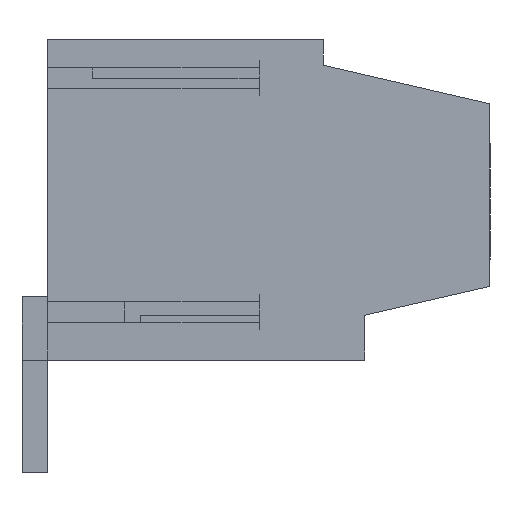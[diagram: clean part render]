
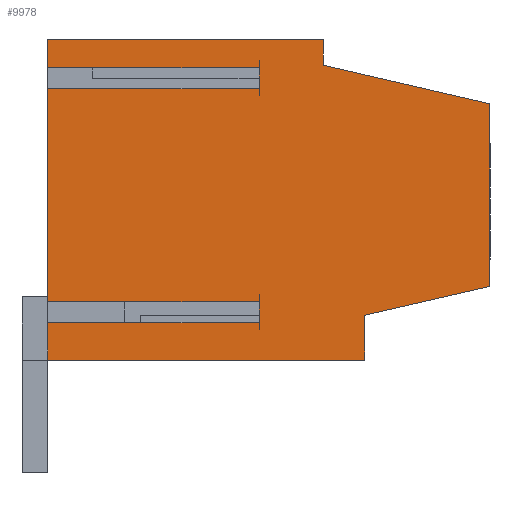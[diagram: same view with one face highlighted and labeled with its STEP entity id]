
A CAD part, left-side view. The second image highlights one B-rep face of the part: STEP entity #9978.
In plain terms, the highlighted planar face has unit normal (-1, 0, 0).
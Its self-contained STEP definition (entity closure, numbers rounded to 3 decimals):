
#9846=AXIS2_PLACEMENT_3D('Plane Axis2P3D',#9843,#9844,#9845) ;
#9843=CARTESIAN_POINT('Axis2P3D Location',(0.,14.6,0.)) ;
#9848=CARTESIAN_POINT('Line Origine',(0.,13.8,8.65)) ;
#9852=CARTESIAN_POINT('Vertex',(0.,13.8,11.975)) ;
#9854=CARTESIAN_POINT('Vertex',(0.,13.8,5.325)) ;
#9857=CARTESIAN_POINT('Line Origine',(0.,10.5,5.325)) ;
#9861=CARTESIAN_POINT('Vertex',(0.,7.2,5.325)) ;
#9864=CARTESIAN_POINT('Line Origine',(0.,7.2,5.)) ;
#9868=CARTESIAN_POINT('Vertex',(0.,7.2,4.675)) ;
#9871=CARTESIAN_POINT('Line Origine',(0.,10.5,4.675)) ;
#9875=CARTESIAN_POINT('Vertex',(0.,13.8,4.675)) ;
#9878=CARTESIAN_POINT('Line Origine',(0.,13.8,4.088)) ;
#9882=CARTESIAN_POINT('Vertex',(0.,13.8,3.5)) ;
#9885=CARTESIAN_POINT('Line Origine',(0.,8.85,3.5)) ;
#9889=CARTESIAN_POINT('Vertex',(0.,3.9,3.5)) ;
#9892=CARTESIAN_POINT('Line Origine',(0.,3.9,4.2)) ;
#9896=CARTESIAN_POINT('Vertex',(0.,3.9,4.9)) ;
#9899=CARTESIAN_POINT('Line Origine',(0.,1.95,5.35)) ;
#9903=CARTESIAN_POINT('Vertex',(0.,0.,5.8)) ;
#9906=CARTESIAN_POINT('Line Origine',(0.,0.,8.65)) ;
#9910=CARTESIAN_POINT('Vertex',(0.,0.,11.499)) ;
#9913=CARTESIAN_POINT('Line Origine',(0.,2.6,12.1)) ;
#9917=CARTESIAN_POINT('Vertex',(0.,5.2,12.7)) ;
#9920=CARTESIAN_POINT('Line Origine',(0.,5.2,13.1)) ;
#9924=CARTESIAN_POINT('Vertex',(0.,5.2,13.5)) ;
#9927=CARTESIAN_POINT('Line Origine',(0.,9.5,13.5)) ;
#9931=CARTESIAN_POINT('Vertex',(0.,13.8,13.5)) ;
#9934=CARTESIAN_POINT('Line Origine',(0.,13.8,13.062)) ;
#9938=CARTESIAN_POINT('Vertex',(0.,13.8,12.625)) ;
#9941=CARTESIAN_POINT('Line Origine',(0.,10.5,12.625)) ;
#9945=CARTESIAN_POINT('Vertex',(0.,7.2,12.625)) ;
#9948=CARTESIAN_POINT('Line Origine',(0.,7.2,12.3)) ;
#9952=CARTESIAN_POINT('Vertex',(0.,7.2,11.975)) ;
#9955=CARTESIAN_POINT('Line Origine',(0.,10.5,11.975)) ;
#9844=DIRECTION('Axis2P3D Direction',(-1.,0.,0.)) ;
#9845=DIRECTION('Axis2P3D XDirection',(0.,-1.,0.)) ;
#9849=DIRECTION('Vector Direction',(0.,0.,-1.)) ;
#9858=DIRECTION('Vector Direction',(0.,-1.,0.)) ;
#9865=DIRECTION('Vector Direction',(0.,0.,-1.)) ;
#9872=DIRECTION('Vector Direction',(0.,-1.,0.)) ;
#9879=DIRECTION('Vector Direction',(0.,0.,-1.)) ;
#9886=DIRECTION('Vector Direction',(0.,-1.,0.)) ;
#9893=DIRECTION('Vector Direction',(0.,0.,1.)) ;
#9900=DIRECTION('Vector Direction',(0.,-0.974,0.225)) ;
#9907=DIRECTION('Vector Direction',(0.,0.,1.)) ;
#9914=DIRECTION('Vector Direction',(0.,0.974,0.225)) ;
#9921=DIRECTION('Vector Direction',(0.,0.,1.)) ;
#9928=DIRECTION('Vector Direction',(0.,1.,0.)) ;
#9935=DIRECTION('Vector Direction',(0.,0.,-1.)) ;
#9942=DIRECTION('Vector Direction',(0.,-1.,0.)) ;
#9949=DIRECTION('Vector Direction',(0.,0.,-1.)) ;
#9956=DIRECTION('Vector Direction',(0.,-1.,0.)) ;
#9850=VECTOR('Line Direction',#9849,1.) ;
#9859=VECTOR('Line Direction',#9858,1.) ;
#9866=VECTOR('Line Direction',#9865,1.) ;
#9873=VECTOR('Line Direction',#9872,1.) ;
#9880=VECTOR('Line Direction',#9879,1.) ;
#9887=VECTOR('Line Direction',#9886,1.) ;
#9894=VECTOR('Line Direction',#9893,1.) ;
#9901=VECTOR('Line Direction',#9900,1.) ;
#9908=VECTOR('Line Direction',#9907,1.) ;
#9915=VECTOR('Line Direction',#9914,1.) ;
#9922=VECTOR('Line Direction',#9921,1.) ;
#9929=VECTOR('Line Direction',#9928,1.) ;
#9936=VECTOR('Line Direction',#9935,1.) ;
#9943=VECTOR('Line Direction',#9942,1.) ;
#9950=VECTOR('Line Direction',#9949,1.) ;
#9957=VECTOR('Line Direction',#9956,1.) ;
#9961=ORIENTED_EDGE('',*,*,#9856,.T.) ;
#9962=ORIENTED_EDGE('',*,*,#9863,.T.) ;
#9963=ORIENTED_EDGE('',*,*,#9870,.T.) ;
#9964=ORIENTED_EDGE('',*,*,#9877,.F.) ;
#9965=ORIENTED_EDGE('',*,*,#9884,.T.) ;
#9966=ORIENTED_EDGE('',*,*,#9891,.T.) ;
#9967=ORIENTED_EDGE('',*,*,#9898,.T.) ;
#9968=ORIENTED_EDGE('',*,*,#9905,.T.) ;
#9969=ORIENTED_EDGE('',*,*,#9912,.T.) ;
#9970=ORIENTED_EDGE('',*,*,#9919,.T.) ;
#9971=ORIENTED_EDGE('',*,*,#9926,.T.) ;
#9972=ORIENTED_EDGE('',*,*,#9933,.T.) ;
#9973=ORIENTED_EDGE('',*,*,#9940,.T.) ;
#9974=ORIENTED_EDGE('',*,*,#9947,.T.) ;
#9975=ORIENTED_EDGE('',*,*,#9954,.T.) ;
#9976=ORIENTED_EDGE('',*,*,#9959,.F.) ;
#9978=ADVANCED_FACE('HOUSING',(#9977),#9847,.T.) ;
#9856=EDGE_CURVE('',#9853,#9855,#9851,.T.) ;
#9863=EDGE_CURVE('',#9855,#9862,#9860,.T.) ;
#9870=EDGE_CURVE('',#9862,#9869,#9867,.T.) ;
#9877=EDGE_CURVE('',#9876,#9869,#9874,.T.) ;
#9884=EDGE_CURVE('',#9876,#9883,#9881,.T.) ;
#9891=EDGE_CURVE('',#9883,#9890,#9888,.T.) ;
#9898=EDGE_CURVE('',#9890,#9897,#9895,.T.) ;
#9905=EDGE_CURVE('',#9897,#9904,#9902,.T.) ;
#9912=EDGE_CURVE('',#9904,#9911,#9909,.T.) ;
#9919=EDGE_CURVE('',#9911,#9918,#9916,.T.) ;
#9926=EDGE_CURVE('',#9918,#9925,#9923,.T.) ;
#9933=EDGE_CURVE('',#9925,#9932,#9930,.T.) ;
#9940=EDGE_CURVE('',#9932,#9939,#9937,.T.) ;
#9947=EDGE_CURVE('',#9939,#9946,#9944,.T.) ;
#9954=EDGE_CURVE('',#9946,#9953,#9951,.T.) ;
#9959=EDGE_CURVE('',#9853,#9953,#9958,.T.) ;
#9960=EDGE_LOOP('',(#9961,#9962,#9963,#9964,#9965,#9966,#9967,#9968,#9969,#9970,#9971,#9972,#9973,#9974,#9975,#9976)) ;
#9977=FACE_OUTER_BOUND('',#9960,.T.) ;
#9851=LINE('Line',#9848,#9850) ;
#9860=LINE('Line',#9857,#9859) ;
#9867=LINE('Line',#9864,#9866) ;
#9874=LINE('Line',#9871,#9873) ;
#9881=LINE('Line',#9878,#9880) ;
#9888=LINE('Line',#9885,#9887) ;
#9895=LINE('Line',#9892,#9894) ;
#9902=LINE('Line',#9899,#9901) ;
#9909=LINE('Line',#9906,#9908) ;
#9916=LINE('Line',#9913,#9915) ;
#9923=LINE('Line',#9920,#9922) ;
#9930=LINE('Line',#9927,#9929) ;
#9937=LINE('Line',#9934,#9936) ;
#9944=LINE('Line',#9941,#9943) ;
#9951=LINE('Line',#9948,#9950) ;
#9958=LINE('Line',#9955,#9957) ;
#9847=PLANE('',#9846) ;
#9853=VERTEX_POINT('',#9852) ;
#9855=VERTEX_POINT('',#9854) ;
#9862=VERTEX_POINT('',#9861) ;
#9869=VERTEX_POINT('',#9868) ;
#9876=VERTEX_POINT('',#9875) ;
#9883=VERTEX_POINT('',#9882) ;
#9890=VERTEX_POINT('',#9889) ;
#9897=VERTEX_POINT('',#9896) ;
#9904=VERTEX_POINT('',#9903) ;
#9911=VERTEX_POINT('',#9910) ;
#9918=VERTEX_POINT('',#9917) ;
#9925=VERTEX_POINT('',#9924) ;
#9932=VERTEX_POINT('',#9931) ;
#9939=VERTEX_POINT('',#9938) ;
#9946=VERTEX_POINT('',#9945) ;
#9953=VERTEX_POINT('',#9952) ;
